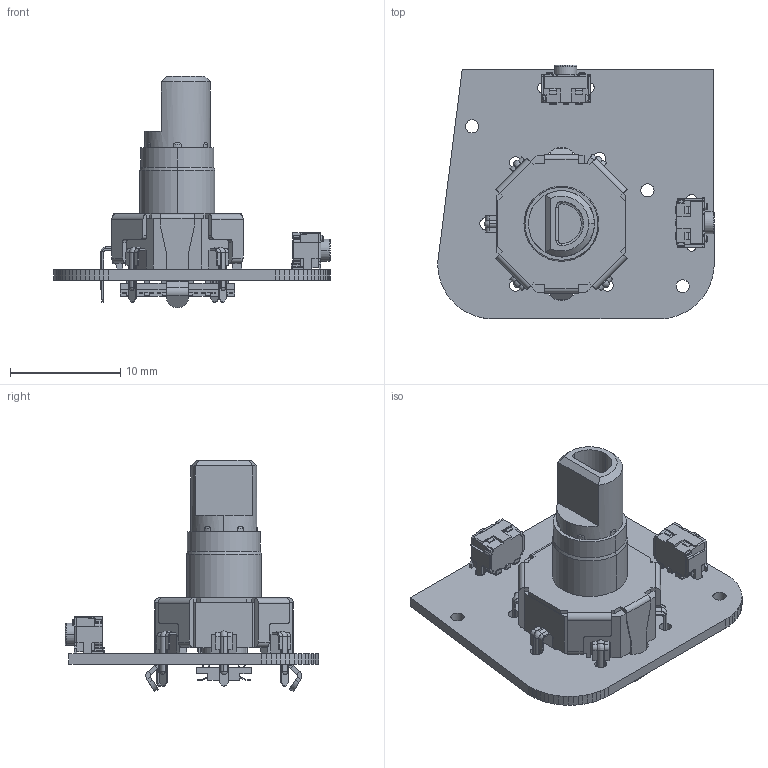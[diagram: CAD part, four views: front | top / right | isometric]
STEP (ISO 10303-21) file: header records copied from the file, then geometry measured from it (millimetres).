
FILE_DESCRIPTION(('KiCad electronic assembly'),'2;1');
FILE_NAME('HMI_A.step','2023-12-14T10:50:28',('Pcbnew'),('Kicad'), 'Open CASCADE STEP processor 7.7','KiCad to STEP converter','Unknown' );
FILE_SCHEMA(('AUTOMOTIVE_DESIGN { 1 0 10303 214 1 1 1 1 }'));
Length unit declared in the file: millimetre
Products named in the file (8): HMI_A 1; SW_SKRTLAE010; COMPOUND; SW_EC12D1564404; SOLID; J_788641001; HMI PCB
Assembly tree (9 placements, depth 3):
  HMI_A 1
    SW_SKRTLAE010  x2
      COMPOUND
    SW_EC12D1564404
      SOLID
    J_788641001  x2
      COMPOUND
    HMI PCB
Bounding box: 25.06 x 23.01 x 20.98 mm (x, y, z)
Volume: 1527.4 mm3; surface area: 2481.5 mm2
Topology: 20 solids, 20 shells, 1432 faces, 3838 edges, 2538 vertices
Faces by surface type: plane 972, cylinder 370, bspline 36, sphere 18, revolution 16, cone 12, torus 8
Full cylindrical faces by diameter (mm): 0.9 x4, 1.1 x5, 1.2 x3, 2.8 x2
Entity records: 69804 total; most frequent: CARTESIAN_POINT 16428, DIRECTION 9510, LINE 6175, VECTOR 6175, ORIENTED_EDGE 4982, PCURVE 4982, DEFINITIONAL_REPRESENTATION 4982, EDGE_CURVE 2491
